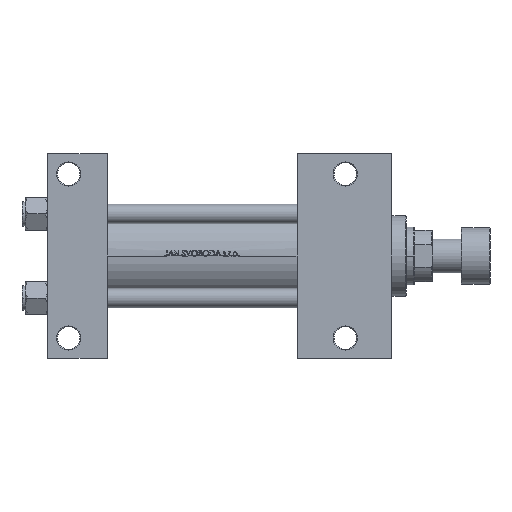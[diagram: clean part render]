
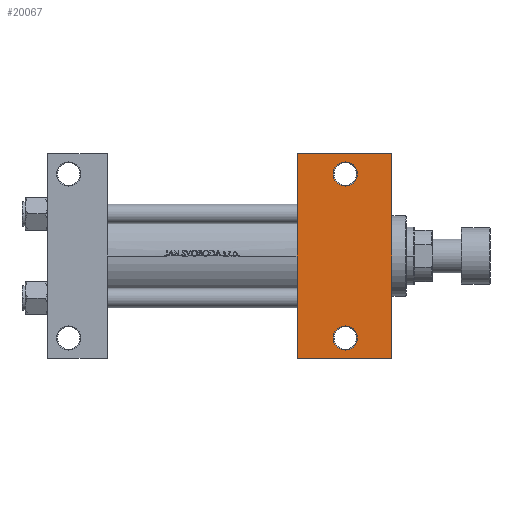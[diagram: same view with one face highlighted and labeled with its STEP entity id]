
A CAD part, front view. The second image highlights one B-rep face of the part: STEP entity #20067.
In plain terms, the highlighted face is planar.
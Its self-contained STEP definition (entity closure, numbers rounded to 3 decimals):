
#54 = DIRECTION ( 'NONE',  ( -1., 0., 0. ) ) ;
#1056 = DIRECTION ( 'NONE',  ( 0., 0., 1. ) ) ;
#2190 = ORIENTED_EDGE ( 'NONE', *, *, #28295, .T. ) ;
#2649 = CARTESIAN_POINT ( 'NONE',  ( 214., -63.5, -37.5 ) ) ;
#3698 = DIRECTION ( 'NONE',  ( 0., 0., 1. ) ) ;
#3774 = CARTESIAN_POINT ( 'NONE',  ( 192.5, -51., -37.5 ) ) ;
#4036 = VERTEX_POINT ( 'NONE', #9033 ) ;
#5199 = EDGE_CURVE ( 'NONE', #20025, #14180, #41620, .T. ) ;
#5729 = EDGE_CURVE ( 'NONE', #38266, #40756, #35244, .T. ) ;
#7440 = ORIENTED_EDGE ( 'NONE', *, *, #38231, .T. ) ;
#7774 = DIRECTION ( 'NONE',  ( 0., 0., -1. ) ) ;
#8679 = AXIS2_PLACEMENT_3D ( 'NONE', #12659, #1056, #17424 ) ;
#9033 = CARTESIAN_POINT ( 'NONE',  ( 155., 63.5, -37.5 ) ) ;
#9558 = CARTESIAN_POINT ( 'NONE',  ( 214., 63.5, -37.5 ) ) ;
#10664 = LINE ( 'NONE', #10913, #17866 ) ;
#10719 = ORIENTED_EDGE ( 'NONE', *, *, #5199, .T. ) ;
#10913 = CARTESIAN_POINT ( 'NONE',  ( 155., -63.5, -37.5 ) ) ;
#11403 = CARTESIAN_POINT ( 'NONE',  ( 177.5, 51., -37.5 ) ) ;
#11685 = EDGE_CURVE ( 'NONE', #14180, #20025, #43362, .T. ) ;
#11768 = CARTESIAN_POINT ( 'NONE',  ( 155., -63.5, -37.5 ) ) ;
#12537 = CIRCLE ( 'NONE', #31810, 7.5 ) ;
#12659 = CARTESIAN_POINT ( 'NONE',  ( 185., -51., -37.5 ) ) ;
#13261 = DIRECTION ( 'NONE',  ( -1., 0., 0. ) ) ;
#13846 = EDGE_LOOP ( 'NONE', ( #26260, #2190 ) ) ;
#14008 = CARTESIAN_POINT ( 'NONE',  ( 185., 51., -37.5 ) ) ;
#14180 = VERTEX_POINT ( 'NONE', #3774 ) ;
#16032 = ORIENTED_EDGE ( 'NONE', *, *, #22867, .F. ) ;
#16101 = PLANE ( 'NONE',  #39503 ) ;
#16132 = CARTESIAN_POINT ( 'NONE',  ( 192.5, 51., -37.5 ) ) ;
#17192 = LINE ( 'NONE', #36066, #17880 ) ;
#17424 = DIRECTION ( 'NONE',  ( -1., 0., 0. ) ) ;
#17443 = ORIENTED_EDGE ( 'NONE', *, *, #29285, .T. ) ;
#17866 = VECTOR ( 'NONE', #54, 1000. ) ;
#17880 = VECTOR ( 'NONE', #32779, 1000. ) ;
#19558 = VECTOR ( 'NONE', #35675, 1000. ) ;
#20025 = VERTEX_POINT ( 'NONE', #46283 ) ;
#20067 = ADVANCED_FACE ( 'NONE', ( #26909, #38243, #34717 ), #16101, .T. ) ;
#20824 = CARTESIAN_POINT ( 'NONE',  ( 155., 63.5, -37.5 ) ) ;
#21550 = DIRECTION ( 'NONE',  ( -1., 0., 0. ) ) ;
#22867 = EDGE_CURVE ( 'NONE', #4036, #45148, #17192, .T. ) ;
#23142 = DIRECTION ( 'NONE',  ( -1., 0., 0. ) ) ;
#24100 = CARTESIAN_POINT ( 'NONE',  ( 214., 37.5, -37.5 ) ) ;
#24342 = DIRECTION ( 'NONE',  ( 0., 0., 1. ) ) ;
#25316 = CARTESIAN_POINT ( 'NONE',  ( 185., -51., -37.5 ) ) ;
#26260 = ORIENTED_EDGE ( 'NONE', *, *, #5729, .T. ) ;
#26909 = FACE_BOUND ( 'NONE', #13846, .T. ) ;
#27481 = EDGE_LOOP ( 'NONE', ( #16032, #17443, #41573, #7440 ) ) ;
#27603 = ORIENTED_EDGE ( 'NONE', *, *, #11685, .T. ) ;
#28295 = EDGE_CURVE ( 'NONE', #40756, #38266, #12537, .T. ) ;
#29285 = EDGE_CURVE ( 'NONE', #4036, #48553, #47977, .T. ) ;
#30905 = DIRECTION ( 'NONE',  ( -1., 0., 0. ) ) ;
#31810 = AXIS2_PLACEMENT_3D ( 'NONE', #14008, #44197, #21550 ) ;
#32779 = DIRECTION ( 'NONE',  ( 0., -1., 0. ) ) ;
#32892 = AXIS2_PLACEMENT_3D ( 'NONE', #25316, #24342, #13261 ) ;
#34717 = FACE_OUTER_BOUND ( 'NONE', #27481, .T. ) ;
#35244 = CIRCLE ( 'NONE', #43963, 7.5 ) ;
#35675 = DIRECTION ( 'NONE',  ( 0., -1., 0. ) ) ;
#36066 = CARTESIAN_POINT ( 'NONE',  ( 155., 37.5, -37.5 ) ) ;
#38231 = EDGE_CURVE ( 'NONE', #46370, #45148, #10664, .T. ) ;
#38243 = FACE_BOUND ( 'NONE', #48860, .T. ) ;
#38266 = VERTEX_POINT ( 'NONE', #11403 ) ;
#39503 = AXIS2_PLACEMENT_3D ( 'NONE', #42266, #7774, #23142 ) ;
#40756 = VERTEX_POINT ( 'NONE', #16132 ) ;
#41573 = ORIENTED_EDGE ( 'NONE', *, *, #44366, .T. ) ;
#41620 = CIRCLE ( 'NONE', #8679, 7.5 ) ;
#41730 = CARTESIAN_POINT ( 'NONE',  ( 185., 51., -37.5 ) ) ;
#42266 = CARTESIAN_POINT ( 'NONE',  ( 214., 37.5, -37.5 ) ) ;
#43362 = CIRCLE ( 'NONE', #32892, 7.5 ) ;
#43469 = LINE ( 'NONE', #24100, #19558 ) ;
#43963 = AXIS2_PLACEMENT_3D ( 'NONE', #41730, #3698, #30905 ) ;
#44197 = DIRECTION ( 'NONE',  ( 0., 0., 1. ) ) ;
#44366 = EDGE_CURVE ( 'NONE', #48553, #46370, #43469, .T. ) ;
#45148 = VERTEX_POINT ( 'NONE', #11768 ) ;
#46283 = CARTESIAN_POINT ( 'NONE',  ( 177.5, -51., -37.5 ) ) ;
#46370 = VERTEX_POINT ( 'NONE', #2649 ) ;
#47248 = VECTOR ( 'NONE', #47733, 1000. ) ;
#47733 = DIRECTION ( 'NONE',  ( 1., 0., 0. ) ) ;
#47977 = LINE ( 'NONE', #20824, #47248 ) ;
#48553 = VERTEX_POINT ( 'NONE', #9558 ) ;
#48860 = EDGE_LOOP ( 'NONE', ( #10719, #27603 ) ) ;
